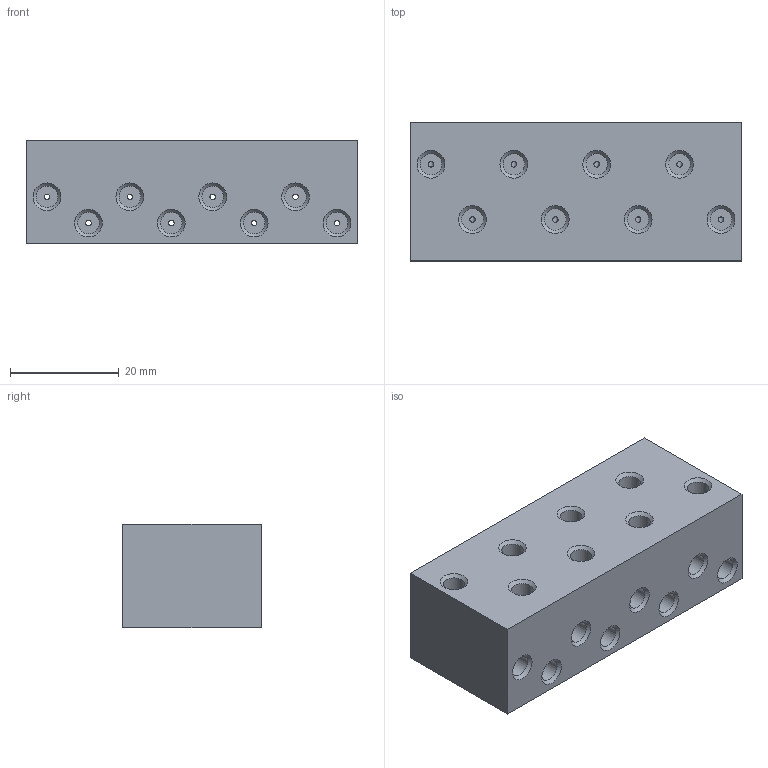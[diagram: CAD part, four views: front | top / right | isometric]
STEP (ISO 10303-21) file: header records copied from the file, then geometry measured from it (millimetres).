
FILE_DESCRIPTION((''),'2;1');
FILE_NAME('t-manifold 20120321.stp','2012-03-21T13:45:39',('Marc'),(''),'Autodesk Inventor 2011','Autodesk Inventor 2011','');
FILE_SCHEMA(('AUTOMOTIVE_DESIGN { 1 0 10303 214 1 1 1 1 }'));
Length unit declared in the file: inch
Products named in the file (1): t-manifold
Bounding box: 60.96 x 25.4 x 19.05 mm (x, y, z)
Volume: 27037.4 mm3; surface area: 9104 mm2
Topology: 1 solids, 1 shells, 100 faces, 211 edges, 129 vertices
Faces by surface type: cylinder 43, plane 30, cone 27
Full cylindrical faces by diameter (mm): 1.016 x16, 3.302 x3, 3.962 x24
Entity records: 2368 total; most frequent: DIRECTION 450, CARTESIAN_POINT 357, ORIENTED_EDGE 260, EDGE_LOOP 226, AXIS2_PLACEMENT_3D 219, EDGE_CURVE 130, VERTEX_POINT 126, FACE_BOUND 126
